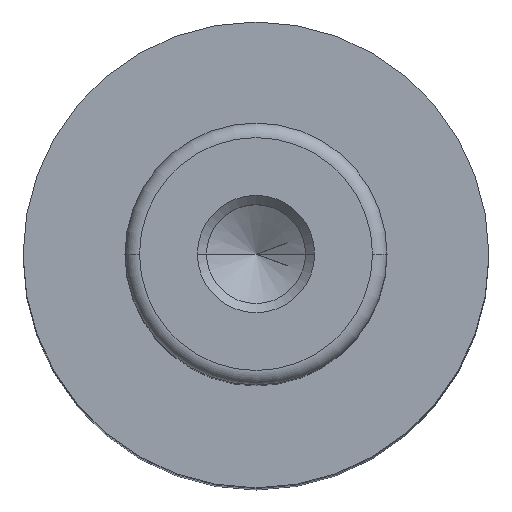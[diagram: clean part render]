
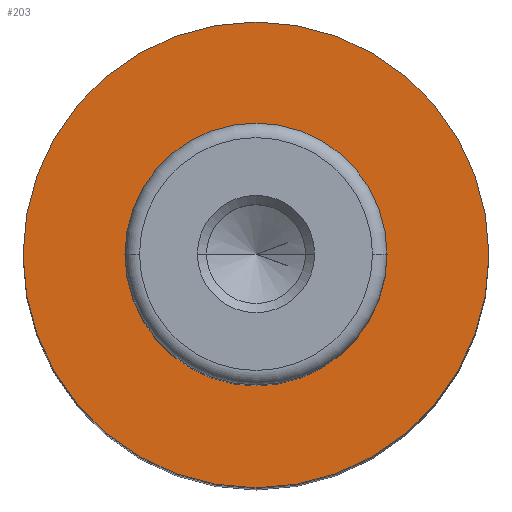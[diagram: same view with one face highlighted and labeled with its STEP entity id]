
A CAD part, top view. The second image highlights one B-rep face of the part: STEP entity #203.
In plain terms, the highlighted planar face has unit normal (0, 0, 1).
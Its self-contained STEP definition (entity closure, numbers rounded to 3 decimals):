
#42 = CARTESIAN_POINT ( 'NONE',  ( 0., 0., 86. ) ) ;
#58 = AXIS2_PLACEMENT_3D ( 'NONE', #583, #887, #1093 ) ;
#162 = EDGE_CURVE ( 'NONE', #1005, #558, #1176, .T. ) ;
#189 = AXIS2_PLACEMENT_3D ( 'NONE', #42, #651, #1108 ) ;
#197 = FACE_OUTER_BOUND ( 'NONE', #546, .T. ) ;
#202 = CARTESIAN_POINT ( 'NONE',  ( -9., 0., 86. ) ) ;
#203 = ADVANCED_FACE ( 'NONE', ( #235, #197 ), #418, .T. ) ;
#235 = FACE_BOUND ( 'NONE', #579, .T. ) ;
#264 = CARTESIAN_POINT ( 'NONE',  ( -9., 0., 86. ) ) ;
#280 = EDGE_CURVE ( 'NONE', #608, #821, #637, .T. ) ;
#285 = CIRCLE ( 'NONE', #293, 16. ) ;
#292 = DIRECTION ( 'NONE',  ( -1., 0., 0. ) ) ;
#293 = AXIS2_PLACEMENT_3D ( 'NONE', #385, #1008, #292 ) ;
#337 = CIRCLE ( 'NONE', #189, 9. ) ;
#356 = ORIENTED_EDGE ( 'NONE', *, *, #162, .F. ) ;
#385 = CARTESIAN_POINT ( 'NONE',  ( 0., 0., 86. ) ) ;
#418 = PLANE ( 'NONE',  #787 ) ;
#516 = EDGE_CURVE ( 'NONE', #558, #1005, #285, .T. ) ;
#529 = CARTESIAN_POINT ( 'NONE',  ( 9., 0., 86. ) ) ;
#546 = EDGE_LOOP ( 'NONE', ( #809, #356 ) ) ;
#558 = VERTEX_POINT ( 'NONE', #754 ) ;
#560 = DIRECTION ( 'NONE',  ( -1., 0., 0. ) ) ;
#571 = AXIS2_PLACEMENT_3D ( 'NONE', #820, #701, #560 ) ;
#579 = EDGE_LOOP ( 'NONE', ( #892, #868 ) ) ;
#583 = CARTESIAN_POINT ( 'NONE',  ( 0., 0., 86. ) ) ;
#608 = VERTEX_POINT ( 'NONE', #529 ) ;
#637 = CIRCLE ( 'NONE', #571, 9. ) ;
#651 = DIRECTION ( 'NONE',  ( 0., 0., -1. ) ) ;
#657 = EDGE_CURVE ( 'NONE', #821, #608, #337, .T. ) ;
#701 = DIRECTION ( 'NONE',  ( 0., 0., -1. ) ) ;
#738 = CARTESIAN_POINT ( 'NONE',  ( 16., 0., 86. ) ) ;
#754 = CARTESIAN_POINT ( 'NONE',  ( -16., 0., 86. ) ) ;
#770 = DIRECTION ( 'NONE',  ( 1., 0., 0. ) ) ;
#787 = AXIS2_PLACEMENT_3D ( 'NONE', #264, #863, #770 ) ;
#809 = ORIENTED_EDGE ( 'NONE', *, *, #516, .F. ) ;
#820 = CARTESIAN_POINT ( 'NONE',  ( 0., 0., 86. ) ) ;
#821 = VERTEX_POINT ( 'NONE', #202 ) ;
#863 = DIRECTION ( 'NONE',  ( 0., 0., 1. ) ) ;
#868 = ORIENTED_EDGE ( 'NONE', *, *, #280, .T. ) ;
#887 = DIRECTION ( 'NONE',  ( 0., 0., -1. ) ) ;
#892 = ORIENTED_EDGE ( 'NONE', *, *, #657, .T. ) ;
#1005 = VERTEX_POINT ( 'NONE', #738 ) ;
#1008 = DIRECTION ( 'NONE',  ( 0., 0., -1. ) ) ;
#1093 = DIRECTION ( 'NONE',  ( -1., 0., 0. ) ) ;
#1108 = DIRECTION ( 'NONE',  ( -1., 0., 0. ) ) ;
#1176 = CIRCLE ( 'NONE', #58, 16. ) ;
